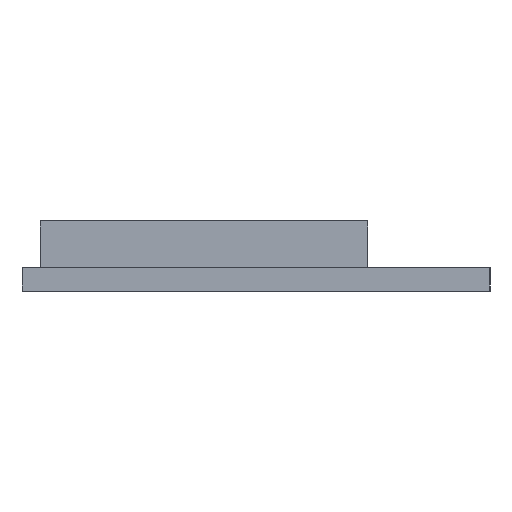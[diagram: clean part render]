
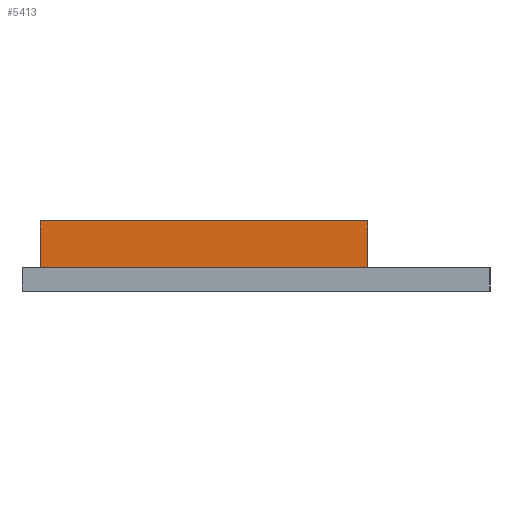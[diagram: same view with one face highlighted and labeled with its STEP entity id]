
A CAD part, left-side view. The second image highlights one B-rep face of the part: STEP entity #5413.
In plain terms, the highlighted planar face has unit normal (-1, 0, 0).
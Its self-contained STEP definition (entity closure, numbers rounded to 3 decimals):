
#519=FACE_OUTER_BOUND('',#837,.T.);
#837=EDGE_LOOP('',(#3618,#3619,#3620,#3621));
#1194=LINE('',#6797,#1715);
#1202=LINE('',#6812,#1723);
#1203=LINE('',#6814,#1724);
#1204=LINE('',#6815,#1725);
#1715=VECTOR('',#5934,10.);
#1723=VECTOR('',#5946,10.);
#1724=VECTOR('',#5949,10.);
#1725=VECTOR('',#5950,10.);
#2231=VERTEX_POINT('',#6793);
#2233=VERTEX_POINT('',#6796);
#2237=VERTEX_POINT('',#6808);
#2238=VERTEX_POINT('',#6810);
#2778=EDGE_CURVE('',#2231,#2233,#1194,.T.);
#2786=EDGE_CURVE('',#2237,#2238,#1202,.T.);
#2787=EDGE_CURVE('',#2237,#2231,#1203,.T.);
#2788=EDGE_CURVE('',#2233,#2238,#1204,.T.);
#3618=ORIENTED_EDGE('',*,*,#2787,.F.);
#3619=ORIENTED_EDGE('',*,*,#2786,.T.);
#3620=ORIENTED_EDGE('',*,*,#2788,.F.);
#3621=ORIENTED_EDGE('',*,*,#2778,.F.);
#5247=PLANE('',#5747);
#5413=ADVANCED_FACE('',(#519),#5247,.T.);
#5747=AXIS2_PLACEMENT_3D('',#6813,#5947,#5948);
#5934=DIRECTION('',(0.,0.,1.));
#5946=DIRECTION('',(0.,0.,1.));
#5947=DIRECTION('center_axis',(-1.,0.,0.));
#5948=DIRECTION('ref_axis',(0.,-1.,0.));
#5949=DIRECTION('',(0.,1.,0.));
#5950=DIRECTION('',(0.,-1.,0.));
#6793=CARTESIAN_POINT('',(0.347,38.452,2.));
#6796=CARTESIAN_POINT('',(0.347,38.452,6.));
#6797=CARTESIAN_POINT('',(0.347,38.452,2.));
#6808=CARTESIAN_POINT('',(0.347,10.452,2.));
#6810=CARTESIAN_POINT('',(0.347,10.452,6.));
#6812=CARTESIAN_POINT('',(0.347,10.452,2.));
#6813=CARTESIAN_POINT('Origin',(0.347,38.452,2.));
#6814=CARTESIAN_POINT('',(0.347,31.452,2.));
#6815=CARTESIAN_POINT('',(0.347,31.452,6.));
